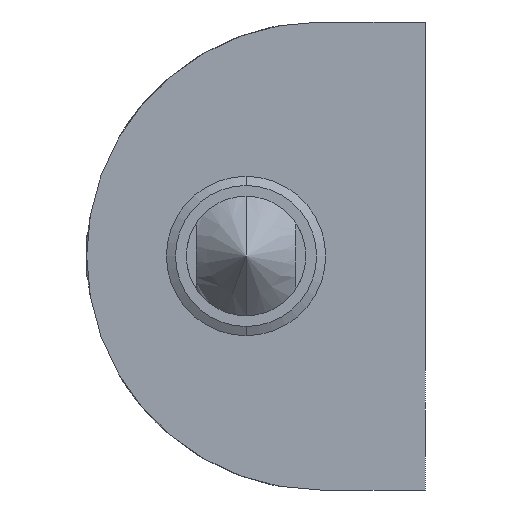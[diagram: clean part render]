
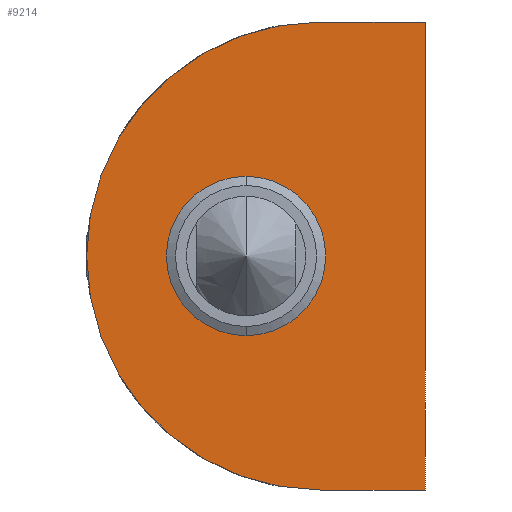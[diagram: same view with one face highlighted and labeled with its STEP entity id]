
A CAD part, left-side view. The second image highlights one B-rep face of the part: STEP entity #9214.
In plain terms, the highlighted planar face has unit normal (-1, 0, 0).
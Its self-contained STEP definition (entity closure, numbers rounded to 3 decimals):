
#8722=VERTEX_POINT('',#23875);
#9214=ADVANCED_FACE('',(#24416,#24417),#24418,.F.);
#9278=EDGE_CURVE('',#18362,#20458,#24486,.T.);
#9462=EDGE_CURVE('',#11494,#13810,#24689,.T.);
#11494=VERTEX_POINT('',#26906);
#13810=VERTEX_POINT('',#29442);
#13926=VERTEX_POINT('',#29561);
#16832=EDGE_CURVE('',#8722,#13926,#32720,.T.);
#18362=VERTEX_POINT('',#34374);
#20062=EDGE_CURVE('',#11494,#13926,#36215,.T.);
#20458=VERTEX_POINT('',#36643);
#21744=EDGE_CURVE('',#20458,#18362,#38041,.T.);
#21994=EDGE_CURVE('',#13810,#8722,#38312,.T.);
#23875=CARTESIAN_POINT('',(-7.0,0.0,-23.5));
#24416=FACE_OUTER_BOUND('',#43403,.T.);
#24417=FACE_BOUND('',#43404,.T.);
#24418=PLANE('',#43405);
#24486=CIRCLE('',#43589,8.0);
#24689=CIRCLE('',#44054,23.5);
#26906=CARTESIAN_POINT('',(-7.0,10.5,23.5));
#29442=CARTESIAN_POINT('',(-7.0,10.5,-23.5));
#29561=CARTESIAN_POINT('',(-7.0,0.0,23.5));
#32720=LINE('',#64245,#64246);
#34374=CARTESIAN_POINT('',(-7.0,18.0,8.0));
#36215=LINE('',#73301,#73302);
#36643=CARTESIAN_POINT('',(-7.0,18.0,-8.0));
#38041=CIRCLE('',#77865,8.0);
#38312=LINE('',#78586,#78587);
#43403=EDGE_LOOP('',(#81749,#81750,#81751,#81752));
#43404=EDGE_LOOP('',(#81753,#81754));
#43405=AXIS2_PLACEMENT_3D('',#81755,#81756,#81757);
#43589=AXIS2_PLACEMENT_3D('',#81796,#81797,#81798);
#44054=AXIS2_PLACEMENT_3D('',#82096,#82097,#82098);
#64245=CARTESIAN_POINT('',(-7.0,0.0,-23.5));
#64246=VECTOR('',#89965,47.0);
#73301=CARTESIAN_POINT('',(-7.0,10.5,23.5));
#73302=VECTOR('',#93191,10.5);
#77865=AXIS2_PLACEMENT_3D('',#94982,#94983,#94984);
#78586=CARTESIAN_POINT('',(-7.0,10.5,-23.5));
#78587=VECTOR('',#95298,10.5);
#81749=ORIENTED_EDGE('',*,*,#16832,.T.);
#81750=ORIENTED_EDGE('',*,*,#20062,.F.);
#81751=ORIENTED_EDGE('',*,*,#9462,.T.);
#81752=ORIENTED_EDGE('',*,*,#21994,.T.);
#81753=ORIENTED_EDGE('',*,*,#9278,.F.);
#81754=ORIENTED_EDGE('',*,*,#21744,.F.);
#81755=CARTESIAN_POINT('',(-7.0,10.5,-23.5));
#81756=DIRECTION('',(1.0,0.0,0.));
#81757=DIRECTION('',(0.0,-1.0,0.0));
#81796=CARTESIAN_POINT('',(-7.0,18.0,0.));
#81797=DIRECTION('',(-1.0,0.0,0.));
#81798=DIRECTION('',(0.,0.0,1.0));
#82096=CARTESIAN_POINT('',(-7.0,10.5,0.));
#82097=DIRECTION('',(-1.0,0.0,0.));
#82098=DIRECTION('',(0.,0.0,1.0));
#89965=DIRECTION('',(0.,0.0,1.0));
#93191=DIRECTION('',(0.0,-1.0,0.0));
#94982=CARTESIAN_POINT('',(-7.0,18.0,0.));
#94983=DIRECTION('',(-1.0,0.0,0.));
#94984=DIRECTION('',(0.,0.0,1.0));
#95298=DIRECTION('',(0.0,-1.0,0.0));
